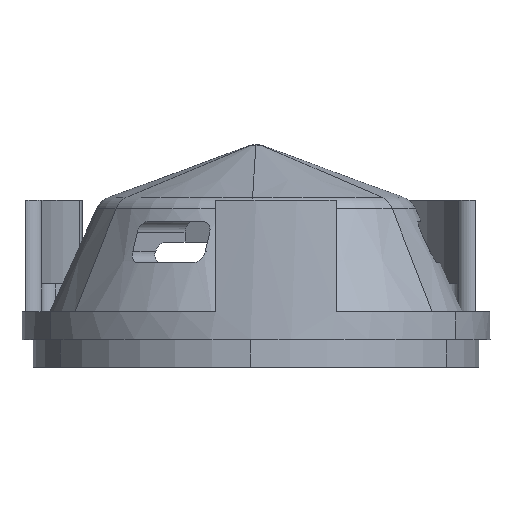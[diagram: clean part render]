
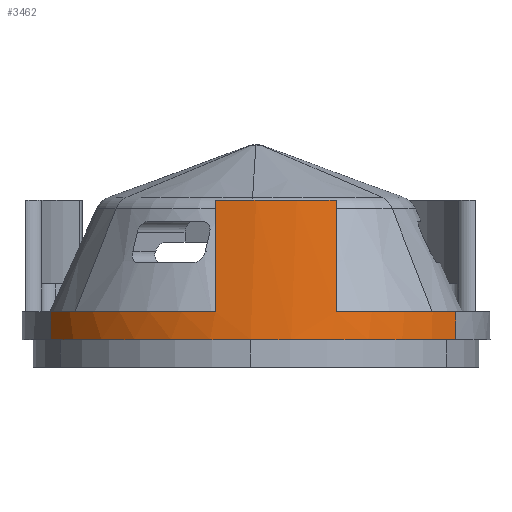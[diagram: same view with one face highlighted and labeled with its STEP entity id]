
A CAD part, left-side view. The second image highlights one B-rep face of the part: STEP entity #3462.
In plain terms, the highlighted cylindrical face has radius 42 mm (diameter 84 mm), a partial arc.
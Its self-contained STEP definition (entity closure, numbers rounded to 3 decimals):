
#271=CARTESIAN_POINT('Vertex',(-20.136,36.858,968.976)) ;
#274=CARTESIAN_POINT('Axis2P3D Location',(0.,0.,968.976)) ;
#278=CARTESIAN_POINT('Vertex',(-41.362,7.293,968.976)) ;
#338=CARTESIAN_POINT('Vertex',(-39.467,-14.364,968.976)) ;
#341=CARTESIAN_POINT('Axis2P3D Location',(0.,0.,968.976)) ;
#345=CARTESIAN_POINT('Vertex',(-21.852,-35.867,968.976)) ;
#845=CARTESIAN_POINT('Axis2P3D Location',(0.,0.,963.976)) ;
#849=CARTESIAN_POINT('Vertex',(-20.136,36.858,963.976)) ;
#851=CARTESIAN_POINT('Vertex',(-21.852,-35.867,963.976)) ;
#3213=CARTESIAN_POINT('Line Origine',(-41.362,7.293,978.976)) ;
#3217=CARTESIAN_POINT('Vertex',(-41.362,7.293,988.976)) ;
#3288=CARTESIAN_POINT('Axis2P3D Location',(0.,0.,988.976)) ;
#3292=CARTESIAN_POINT('Vertex',(-39.467,-14.364,988.976)) ;
#3312=CARTESIAN_POINT('Line Origine',(-39.467,-14.364,978.976)) ;
#3410=CARTESIAN_POINT('Axis2P3D Location',(0.,0.,978.976)) ;
#3415=CARTESIAN_POINT('Line Origine',(-21.852,-35.867,966.476)) ;
#3436=CARTESIAN_POINT('Line Origine',(-20.136,36.858,966.476)) ;
#275=DIRECTION('Axis2P3D Direction',(0.,0.,1.)) ;
#342=DIRECTION('Axis2P3D Direction',(0.,0.,1.)) ;
#846=DIRECTION('Axis2P3D Direction',(0.,0.,1.)) ;
#3214=DIRECTION('Vector Direction',(0.,0.,1.)) ;
#3289=DIRECTION('Axis2P3D Direction',(0.,0.,1.)) ;
#3313=DIRECTION('Vector Direction',(0.,0.,1.)) ;
#3411=DIRECTION('Axis2P3D Direction',(0.,0.,1.)) ;
#3412=DIRECTION('Axis2P3D XDirection',(-0.479,0.878,0.)) ;
#3416=DIRECTION('Vector Direction',(0.,0.,1.)) ;
#3437=DIRECTION('Vector Direction',(0.,0.,1.)) ;
#276=AXIS2_PLACEMENT_3D('Circle Axis2P3D',#274,#275,$) ;
#343=AXIS2_PLACEMENT_3D('Circle Axis2P3D',#341,#342,$) ;
#847=AXIS2_PLACEMENT_3D('Circle Axis2P3D',#845,#846,$) ;
#3290=AXIS2_PLACEMENT_3D('Circle Axis2P3D',#3288,#3289,$) ;
#3413=AXIS2_PLACEMENT_3D('Cylinder Axis2P3D',#3410,#3411,#3412) ;
#3453=ORIENTED_EDGE('',*,*,#280,.F.) ;
#3454=ORIENTED_EDGE('',*,*,#3440,.T.) ;
#3455=ORIENTED_EDGE('',*,*,#853,.T.) ;
#3456=ORIENTED_EDGE('',*,*,#3419,.T.) ;
#3457=ORIENTED_EDGE('',*,*,#347,.F.) ;
#3458=ORIENTED_EDGE('',*,*,#3316,.T.) ;
#3459=ORIENTED_EDGE('',*,*,#3294,.F.) ;
#3460=ORIENTED_EDGE('',*,*,#3219,.F.) ;
#3215=VECTOR('Line Direction',#3214,1.) ;
#3314=VECTOR('Line Direction',#3313,1.) ;
#3417=VECTOR('Line Direction',#3416,1.) ;
#3438=VECTOR('Line Direction',#3437,1.) ;
#3462=ADVANCED_FACE('Corps principal',(#3461),#3414,.T.) ;
#277=CIRCLE('generated circle',#276,42.) ;
#344=CIRCLE('generated circle',#343,42.) ;
#848=CIRCLE('generated circle',#847,42.) ;
#3291=CIRCLE('generated circle',#3290,42.) ;
#3414=CYLINDRICAL_SURFACE('generated cylinder',#3413,42.) ;
#280=EDGE_CURVE('',#272,#279,#277,.T.) ;
#347=EDGE_CURVE('',#339,#346,#344,.T.) ;
#853=EDGE_CURVE('',#850,#852,#848,.T.) ;
#3219=EDGE_CURVE('',#279,#3218,#3216,.T.) ;
#3294=EDGE_CURVE('',#3218,#3293,#3291,.T.) ;
#3316=EDGE_CURVE('',#339,#3293,#3315,.T.) ;
#3419=EDGE_CURVE('',#852,#346,#3418,.T.) ;
#3440=EDGE_CURVE('',#272,#850,#3439,.F.) ;
#3452=EDGE_LOOP('',(#3453,#3454,#3455,#3456,#3457,#3458,#3459,#3460)) ;
#3461=FACE_OUTER_BOUND('',#3452,.T.) ;
#3216=LINE('Line',#3213,#3215) ;
#3315=LINE('Line',#3312,#3314) ;
#3418=LINE('Line',#3415,#3417) ;
#3439=LINE('Line',#3436,#3438) ;
#272=VERTEX_POINT('',#271) ;
#279=VERTEX_POINT('',#278) ;
#339=VERTEX_POINT('',#338) ;
#346=VERTEX_POINT('',#345) ;
#850=VERTEX_POINT('',#849) ;
#852=VERTEX_POINT('',#851) ;
#3218=VERTEX_POINT('',#3217) ;
#3293=VERTEX_POINT('',#3292) ;
